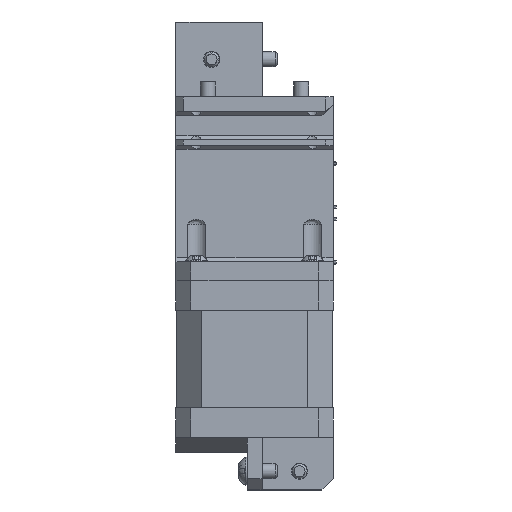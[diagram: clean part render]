
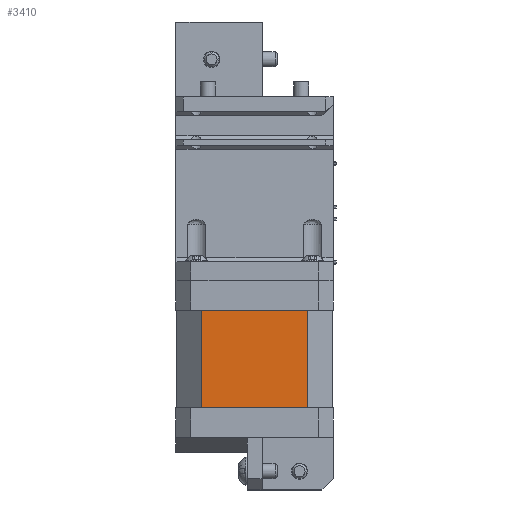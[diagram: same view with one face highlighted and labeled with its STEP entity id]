
A CAD part, left-side view. The second image highlights one B-rep face of the part: STEP entity #3410.
In plain terms, the highlighted face is planar.
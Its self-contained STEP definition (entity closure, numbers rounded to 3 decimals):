
#3410=ADVANCED_FACE('',(#9267),#9269,.F.);
#9267=FACE_BOUND('',#9268,.T.);
#9268=EDGE_LOOP('',(#14310,#14311,#14312,#14313));
#9269=PLANE('',#9270);
#9270=AXIS2_PLACEMENT_3D('',#9271,#9272,#9273);
#9271=CARTESIAN_POINT('',(20.8,-7.999,14.201));
#9272=DIRECTION('',(-1.,0.,0.));
#9273=DIRECTION('',(0.,0.,-1.));
#14310=ORIENTED_EDGE('',*,*,#17465,.T.);
#14311=ORIENTED_EDGE('',*,*,#17443,.F.);
#14312=ORIENTED_EDGE('',*,*,#17464,.F.);
#14313=ORIENTED_EDGE('',*,*,#17426,.T.);
#17426=EDGE_CURVE('',#19214,#19212,#19215,.T.);
#17443=EDGE_CURVE('',#19244,#19246,#19247,.T.);
#17464=EDGE_CURVE('',#19214,#19244,#19277,.T.);
#17465=EDGE_CURVE('',#19212,#19246,#19278,.T.);
#19212=VERTEX_POINT('',#23156);
#19214=VERTEX_POINT('',#23160);
#19215=LINE('',#23161,#23162);
#19244=VERTEX_POINT('',#23222);
#19246=VERTEX_POINT('',#23226);
#19247=LINE('',#23227,#23228);
#19277=LINE('',#23299,#23300);
#19278=LINE('',#23302,#23303);
#23156=CARTESIAN_POINT('',(20.8,-8.,14.2));
#23160=CARTESIAN_POINT('',(20.8,-8.,-14.2));
#23161=CARTESIAN_POINT('',(20.8,-8.,-14.2));
#23162=VECTOR('',#23163,1.);
#23163=DIRECTION('',(0.,0.,1.));
#23222=CARTESIAN_POINT('',(20.8,-34.,-14.2));
#23226=CARTESIAN_POINT('',(20.8,-34.,14.2));
#23227=CARTESIAN_POINT('',(20.8,-34.,-14.2));
#23228=VECTOR('',#23229,1.);
#23229=DIRECTION('',(0.,0.,1.));
#23299=CARTESIAN_POINT('',(20.8,-8.,-14.2));
#23300=VECTOR('',#23301,1.);
#23301=DIRECTION('',(0.,-1.,0.));
#23302=CARTESIAN_POINT('',(20.8,-8.,14.2));
#23303=VECTOR('',#23304,1.);
#23304=DIRECTION('',(0.,-1.,0.));
